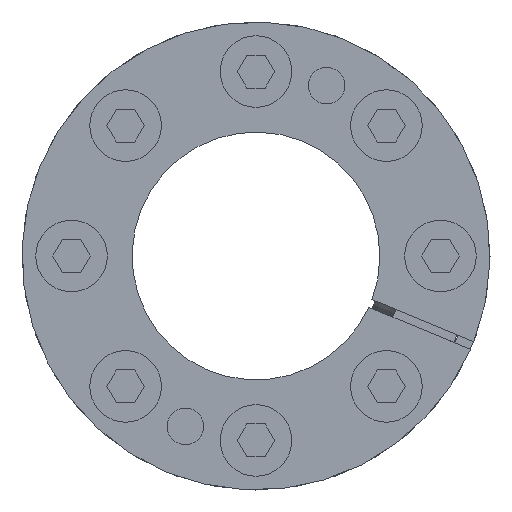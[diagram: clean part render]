
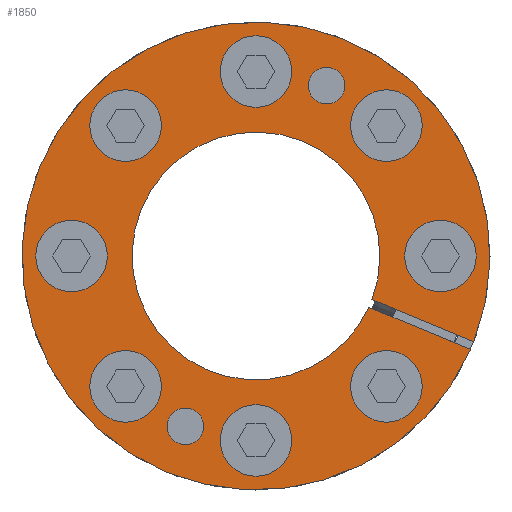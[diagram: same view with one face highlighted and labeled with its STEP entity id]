
A CAD part, left-side view. The second image highlights one B-rep face of the part: STEP entity #1850.
In plain terms, the highlighted face is planar.
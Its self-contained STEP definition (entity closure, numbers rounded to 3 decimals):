
#1316=CARTESIAN_POINT('',(0.,12.82,30.95));
#1317=DIRECTION('',(-1.,0.,0.));
#1318=DIRECTION('',(0.,-1.,0.));
#1319=AXIS2_PLACEMENT_3D('',#1316,#1317,#1318);
#1321=CARTESIAN_POINT('',(0.,12.82,30.95));
#1322=DIRECTION('',(-1.,0.,0.));
#1323=DIRECTION('',(0.,1.,0.));
#1324=AXIS2_PLACEMENT_3D('',#1321,#1322,#1323);
#1326=CARTESIAN_POINT('',(0.,-23.688,-23.688));
#1327=DIRECTION('',(-1.,0.,0.));
#1328=DIRECTION('',(0.,-1.,0.));
#1329=AXIS2_PLACEMENT_3D('',#1326,#1327,#1328);
#1331=CARTESIAN_POINT('',(0.,-23.688,-23.688));
#1332=DIRECTION('',(-1.,0.,0.));
#1333=DIRECTION('',(0.,1.,0.));
#1334=AXIS2_PLACEMENT_3D('',#1331,#1332,#1333);
#1336=CARTESIAN_POINT('',(0.,0.,-33.5));
#1337=DIRECTION('',(-1.,0.,0.));
#1338=DIRECTION('',(0.,-1.,0.));
#1339=AXIS2_PLACEMENT_3D('',#1336,#1337,#1338);
#1341=CARTESIAN_POINT('',(0.,0.,-33.5));
#1342=DIRECTION('',(-1.,0.,0.));
#1343=DIRECTION('',(0.,1.,0.));
#1344=AXIS2_PLACEMENT_3D('',#1341,#1342,#1343);
#1346=CARTESIAN_POINT('',(0.,23.688,-23.688));
#1347=DIRECTION('',(-1.,0.,0.));
#1348=DIRECTION('',(0.,-1.,0.));
#1349=AXIS2_PLACEMENT_3D('',#1346,#1347,#1348);
#1351=CARTESIAN_POINT('',(0.,23.688,-23.688));
#1352=DIRECTION('',(-1.,0.,0.));
#1353=DIRECTION('',(0.,1.,0.));
#1354=AXIS2_PLACEMENT_3D('',#1351,#1352,#1353);
#1356=CARTESIAN_POINT('',(0.,33.5,0.));
#1357=DIRECTION('',(-1.,0.,0.));
#1358=DIRECTION('',(0.,-1.,0.));
#1359=AXIS2_PLACEMENT_3D('',#1356,#1357,#1358);
#1361=CARTESIAN_POINT('',(0.,33.5,0.));
#1362=DIRECTION('',(-1.,0.,0.));
#1363=DIRECTION('',(0.,1.,0.));
#1364=AXIS2_PLACEMENT_3D('',#1361,#1362,#1363);
#1366=CARTESIAN_POINT('',(0.,23.688,23.688));
#1367=DIRECTION('',(-1.,0.,0.));
#1368=DIRECTION('',(0.,-1.,0.));
#1369=AXIS2_PLACEMENT_3D('',#1366,#1367,#1368);
#1371=CARTESIAN_POINT('',(0.,23.688,23.688));
#1372=DIRECTION('',(-1.,0.,0.));
#1373=DIRECTION('',(0.,1.,0.));
#1374=AXIS2_PLACEMENT_3D('',#1371,#1372,#1373);
#1376=CARTESIAN_POINT('',(0.,0.,33.5));
#1377=DIRECTION('',(-1.,0.,0.));
#1378=DIRECTION('',(0.,-1.,0.));
#1379=AXIS2_PLACEMENT_3D('',#1376,#1377,#1378);
#1381=CARTESIAN_POINT('',(0.,0.,33.5));
#1382=DIRECTION('',(-1.,0.,0.));
#1383=DIRECTION('',(0.,1.,0.));
#1384=AXIS2_PLACEMENT_3D('',#1381,#1382,#1383);
#1386=CARTESIAN_POINT('',(0.,-23.688,23.688));
#1387=DIRECTION('',(-1.,0.,0.));
#1388=DIRECTION('',(0.,-1.,0.));
#1389=AXIS2_PLACEMENT_3D('',#1386,#1387,#1388);
#1391=CARTESIAN_POINT('',(0.,-23.688,23.688));
#1392=DIRECTION('',(-1.,0.,0.));
#1393=DIRECTION('',(0.,1.,0.));
#1394=AXIS2_PLACEMENT_3D('',#1391,#1392,#1393);
#1396=CARTESIAN_POINT('',(0.,-33.5,0.));
#1397=DIRECTION('',(-1.,0.,0.));
#1398=DIRECTION('',(0.,-1.,0.));
#1399=AXIS2_PLACEMENT_3D('',#1396,#1397,#1398);
#1401=CARTESIAN_POINT('',(0.,-33.5,0.));
#1402=DIRECTION('',(-1.,0.,0.));
#1403=DIRECTION('',(0.,1.,0.));
#1404=AXIS2_PLACEMENT_3D('',#1401,#1402,#1403);
#1406=CARTESIAN_POINT('',(0.,-12.82,-30.95));
#1407=DIRECTION('',(-1.,0.,0.));
#1408=DIRECTION('',(0.,-1.,0.));
#1409=AXIS2_PLACEMENT_3D('',#1406,#1407,#1408);
#1411=CARTESIAN_POINT('',(0.,-12.82,-30.95));
#1412=DIRECTION('',(-1.,0.,0.));
#1413=DIRECTION('',(0.,1.,0.));
#1414=AXIS2_PLACEMENT_3D('',#1411,#1412,#1413);
#1416=DIRECTION('',(0.,-0.924,0.383));
#1417=VECTOR('',#1416,20.006);
#1418=CARTESIAN_POINT('',(0.,39.546,-15.569));
#1419=LINE('',#1418,#1417);
#1420=DIRECTION('',(0.,0.924,-0.383));
#1421=VECTOR('',#1420,20.006);
#1422=CARTESIAN_POINT('',(0.,20.489,-9.299));
#1423=LINE('',#1422,#1421);
#1534=CARTESIAN_POINT('',(0.,0.,0.));
#1535=DIRECTION('',(1.,0.,0.));
#1536=DIRECTION('',(0.,0.93,-0.366));
#1537=AXIS2_PLACEMENT_3D('',#1534,#1535,#1536);
#1549=CARTESIAN_POINT('',(0.,0.,0.));
#1550=DIRECTION('',(-1.,0.,0.));
#1551=DIRECTION('',(0.,0.911,-0.413));
#1552=AXIS2_PLACEMENT_3D('',#1549,#1550,#1551);
#1558=CARTESIAN_POINT('',(0.,-37.75,0.));
#1559=CARTESIAN_POINT('',(0.,-29.25,0.));
#1560=VERTEX_POINT('',#1558);
#1561=VERTEX_POINT('',#1559);
#1566=CARTESIAN_POINT('',(0.,-27.938,23.688));
#1567=CARTESIAN_POINT('',(0.,-19.438,23.688));
#1568=VERTEX_POINT('',#1566);
#1569=VERTEX_POINT('',#1567);
#1574=CARTESIAN_POINT('',(0.,-4.25,33.5));
#1575=CARTESIAN_POINT('',(0.,4.25,33.5));
#1576=VERTEX_POINT('',#1574);
#1577=VERTEX_POINT('',#1575);
#1582=CARTESIAN_POINT('',(0.,19.438,23.688));
#1583=CARTESIAN_POINT('',(0.,27.938,23.688));
#1584=VERTEX_POINT('',#1582);
#1585=VERTEX_POINT('',#1583);
#1590=CARTESIAN_POINT('',(0.,-16.153,-30.95));
#1591=CARTESIAN_POINT('',(0.,-9.487,-30.95));
#1592=VERTEX_POINT('',#1590);
#1593=VERTEX_POINT('',#1591);
#1598=CARTESIAN_POINT('',(0.,9.487,30.95));
#1599=CARTESIAN_POINT('',(0.,16.153,30.95));
#1600=VERTEX_POINT('',#1598);
#1601=VERTEX_POINT('',#1599);
#1610=CARTESIAN_POINT('',(0.,39.546,-15.569));
#1611=CARTESIAN_POINT('',(0.,21.063,-7.913));
#1612=VERTEX_POINT('',#1610);
#1613=VERTEX_POINT('',#1611);
#1614=CARTESIAN_POINT('',(0.,20.489,-9.299));
#1615=CARTESIAN_POINT('',(0.,38.972,-16.954));
#1616=VERTEX_POINT('',#1614);
#1617=VERTEX_POINT('',#1615);
#1630=CARTESIAN_POINT('',(0.,29.25,0.));
#1631=CARTESIAN_POINT('',(0.,37.75,0.));
#1632=VERTEX_POINT('',#1630);
#1633=VERTEX_POINT('',#1631);
#1638=CARTESIAN_POINT('',(0.,19.438,-23.688));
#1639=CARTESIAN_POINT('',(0.,27.938,-23.688));
#1640=VERTEX_POINT('',#1638);
#1641=VERTEX_POINT('',#1639);
#1646=CARTESIAN_POINT('',(0.,-4.25,-33.5));
#1647=CARTESIAN_POINT('',(0.,4.25,-33.5));
#1648=VERTEX_POINT('',#1646);
#1649=VERTEX_POINT('',#1647);
#1654=CARTESIAN_POINT('',(0.,-27.938,-23.688));
#1655=CARTESIAN_POINT('',(0.,-19.438,-23.688));
#1656=VERTEX_POINT('',#1654);
#1657=VERTEX_POINT('',#1655);
#1777=CARTESIAN_POINT('',(0.,0.,0.));
#1778=DIRECTION('',(-1.,0.,0.));
#1779=DIRECTION('',(0.,1.,0.));
#1780=AXIS2_PLACEMENT_3D('',#1777,#1778,#1779);
#1781=PLANE('',#1780);
#1783=ORIENTED_EDGE('',*,*,#1782,.T.);
#1785=ORIENTED_EDGE('',*,*,#1784,.F.);
#1787=ORIENTED_EDGE('',*,*,#1786,.T.);
#1789=ORIENTED_EDGE('',*,*,#1788,.F.);
#1790=EDGE_LOOP('',(#1783,#1785,#1787,#1789));
#1791=FACE_OUTER_BOUND('',#1790,.F.);
#1792=ORIENTED_EDGE('',*,*,#1757,.F.);
#1793=ORIENTED_EDGE('',*,*,#1771,.F.);
#1794=EDGE_LOOP('',(#1792,#1793));
#1795=FACE_BOUND('',#1794,.F.);
#1797=ORIENTED_EDGE('',*,*,#1796,.F.);
#1799=ORIENTED_EDGE('',*,*,#1798,.F.);
#1800=EDGE_LOOP('',(#1797,#1799));
#1801=FACE_BOUND('',#1800,.F.);
#1803=ORIENTED_EDGE('',*,*,#1802,.F.);
#1805=ORIENTED_EDGE('',*,*,#1804,.F.);
#1806=EDGE_LOOP('',(#1803,#1805));
#1807=FACE_BOUND('',#1806,.F.);
#1809=ORIENTED_EDGE('',*,*,#1808,.F.);
#1811=ORIENTED_EDGE('',*,*,#1810,.F.);
#1812=EDGE_LOOP('',(#1809,#1811));
#1813=FACE_BOUND('',#1812,.F.);
#1815=ORIENTED_EDGE('',*,*,#1814,.F.);
#1817=ORIENTED_EDGE('',*,*,#1816,.F.);
#1818=EDGE_LOOP('',(#1815,#1817));
#1819=FACE_BOUND('',#1818,.F.);
#1821=ORIENTED_EDGE('',*,*,#1820,.F.);
#1823=ORIENTED_EDGE('',*,*,#1822,.F.);
#1824=EDGE_LOOP('',(#1821,#1823));
#1825=FACE_BOUND('',#1824,.F.);
#1827=ORIENTED_EDGE('',*,*,#1826,.F.);
#1829=ORIENTED_EDGE('',*,*,#1828,.F.);
#1830=EDGE_LOOP('',(#1827,#1829));
#1831=FACE_BOUND('',#1830,.F.);
#1833=ORIENTED_EDGE('',*,*,#1832,.F.);
#1835=ORIENTED_EDGE('',*,*,#1834,.F.);
#1836=EDGE_LOOP('',(#1833,#1835));
#1837=FACE_BOUND('',#1836,.F.);
#1839=ORIENTED_EDGE('',*,*,#1838,.F.);
#1841=ORIENTED_EDGE('',*,*,#1840,.F.);
#1842=EDGE_LOOP('',(#1839,#1841));
#1843=FACE_BOUND('',#1842,.F.);
#1845=ORIENTED_EDGE('',*,*,#1844,.F.);
#1847=ORIENTED_EDGE('',*,*,#1846,.F.);
#1848=EDGE_LOOP('',(#1845,#1847));
#1849=FACE_BOUND('',#1848,.F.);
#1850=ADVANCED_FACE('',(#1791,#1795,#1801,#1807,#1813,#1819,#1825,#1831,#1837,
#1843,#1849),#1781,.F.);
#1320=CIRCLE('',#1319,3.333);
#1325=CIRCLE('',#1324,3.333);
#1330=CIRCLE('',#1329,4.25);
#1335=CIRCLE('',#1334,4.25);
#1340=CIRCLE('',#1339,4.25);
#1345=CIRCLE('',#1344,4.25);
#1350=CIRCLE('',#1349,4.25);
#1355=CIRCLE('',#1354,4.25);
#1360=CIRCLE('',#1359,4.25);
#1365=CIRCLE('',#1364,4.25);
#1370=CIRCLE('',#1369,4.25);
#1375=CIRCLE('',#1374,4.25);
#1380=CIRCLE('',#1379,4.25);
#1385=CIRCLE('',#1384,4.25);
#1390=CIRCLE('',#1389,4.25);
#1395=CIRCLE('',#1394,4.25);
#1400=CIRCLE('',#1399,4.25);
#1405=CIRCLE('',#1404,4.25);
#1410=CIRCLE('',#1409,3.333);
#1415=CIRCLE('',#1414,3.333);
#1538=CIRCLE('',#1537,42.5);
#1553=CIRCLE('',#1552,22.5);
#1757=EDGE_CURVE('',#1600,#1601,#1320,.T.);
#1771=EDGE_CURVE('',#1601,#1600,#1325,.T.);
#1782=EDGE_CURVE('',#1612,#1613,#1419,.T.);
#1784=EDGE_CURVE('',#1616,#1613,#1553,.T.);
#1786=EDGE_CURVE('',#1616,#1617,#1423,.T.);
#1788=EDGE_CURVE('',#1612,#1617,#1538,.T.);
#1796=EDGE_CURVE('',#1656,#1657,#1330,.T.);
#1798=EDGE_CURVE('',#1657,#1656,#1335,.T.);
#1802=EDGE_CURVE('',#1648,#1649,#1340,.T.);
#1804=EDGE_CURVE('',#1649,#1648,#1345,.T.);
#1808=EDGE_CURVE('',#1640,#1641,#1350,.T.);
#1810=EDGE_CURVE('',#1641,#1640,#1355,.T.);
#1814=EDGE_CURVE('',#1632,#1633,#1360,.T.);
#1816=EDGE_CURVE('',#1633,#1632,#1365,.T.);
#1820=EDGE_CURVE('',#1584,#1585,#1370,.T.);
#1822=EDGE_CURVE('',#1585,#1584,#1375,.T.);
#1826=EDGE_CURVE('',#1576,#1577,#1380,.T.);
#1828=EDGE_CURVE('',#1577,#1576,#1385,.T.);
#1832=EDGE_CURVE('',#1568,#1569,#1390,.T.);
#1834=EDGE_CURVE('',#1569,#1568,#1395,.T.);
#1838=EDGE_CURVE('',#1560,#1561,#1400,.T.);
#1840=EDGE_CURVE('',#1561,#1560,#1405,.T.);
#1844=EDGE_CURVE('',#1592,#1593,#1410,.T.);
#1846=EDGE_CURVE('',#1593,#1592,#1415,.T.);
